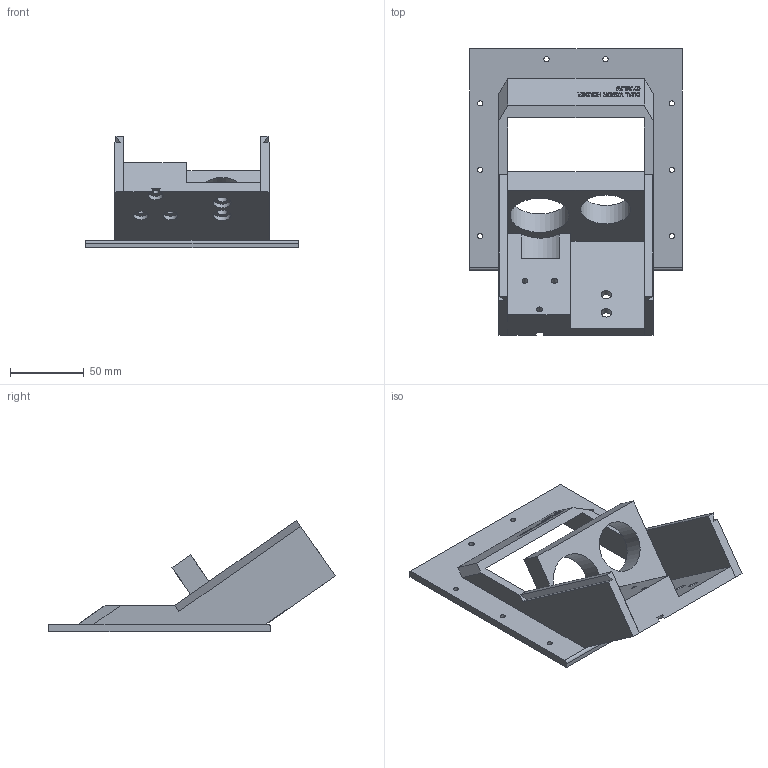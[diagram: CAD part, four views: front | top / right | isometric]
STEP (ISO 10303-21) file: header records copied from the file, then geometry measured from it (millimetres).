
FILE_DESCRIPTION(/* description */ (''),/* implementation_level */ '2;1');
FILE_NAME(/* name */ 'cameraholderbody v0.4.stp',/* time_stamp */ '2025-07-29T14:39:30-04:00',/* author */ ('mateo'),/* organization */ (''),/* preprocessor_version */ 'ST-DEVELOPER v20',/* originating_system */ 'Autodesk Inventor 2025',/* authorisation */ '');
FILE_SCHEMA (('AUTOMOTIVE_DESIGN { 1 0 10303 214 3 1 1 }'));
Length unit declared in the file: millimetre
Products named in the file (1): cameraholderbody v0.4
Bounding box: 144 x 194.19 x 75.5 mm (x, y, z)
Volume: 259205.5 mm3; surface area: 79698.3 mm2
Topology: 1 solids, 2 shells, 406 faces, 1091 edges, 727 vertices
Faces by surface type: plane 243, bspline 141, cylinder 22
Full cylindrical faces by diameter (mm): 3.459 x8, 4 x3, 7 x2, 10 x2, 12 x2, 34 x1, 40 x1
Entity records: 13429 total; most frequent: CARTESIAN_POINT 4058, ORIENTED_EDGE 2182, DIRECTION 1385, EDGE_CURVE 1091, LINE 765, VECTOR 765, VERTEX_POINT 726, EDGE_LOOP 475
